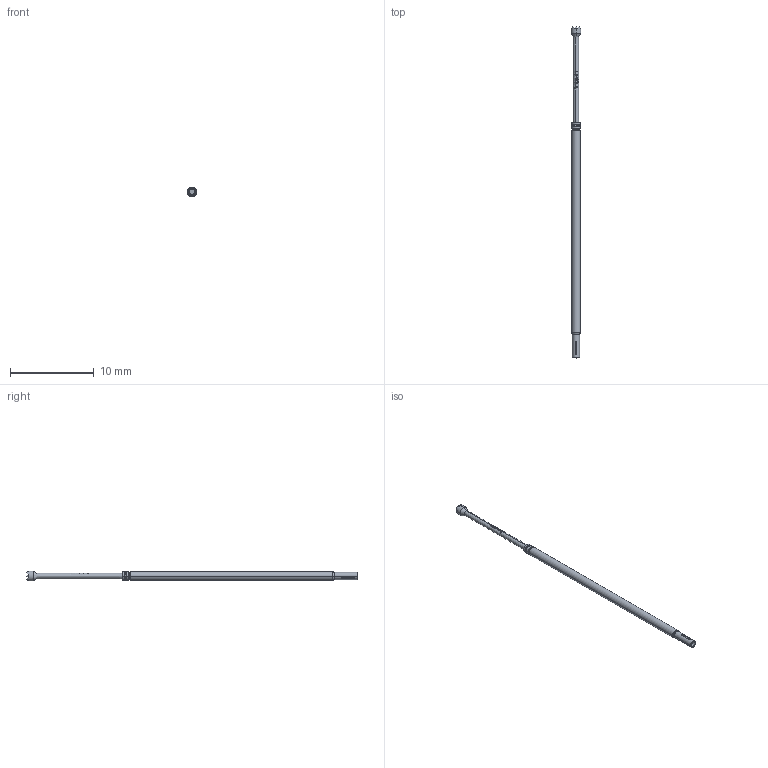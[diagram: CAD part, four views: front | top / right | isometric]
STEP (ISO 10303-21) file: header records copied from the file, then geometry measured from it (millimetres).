
FILE_DESCRIPTION (( 'STEP AP203' ), '1' );
FILE_NAME ('INGUN_S-050_306_115_A_xx00_L.STEP', '2022-01-27T15:04:02', ( 'ochi' ), ( '' ), 'SwSTEP 2.0', 'SolidWorks 2018', '' );
FILE_SCHEMA (( 'CONFIG_CONTROL_DESIGN' ));
Length unit declared in the file: millimetre
Products named in the file (1): INGUN_S-050_306_115_A_xx00_L
Bounding box: 1.15 x 39.62 x 1.15 mm (x, y, z)
Volume: 25.3 mm3; surface area: 121.8 mm2
Topology: 1 solids, 1 shells, 169 faces, 423 edges, 265 vertices
Faces by surface type: bspline 64, plane 45, cylinder 25, cone 23, torus 12
Entity records: 6908 total; most frequent: CARTESIAN_POINT 3476, ORIENTED_EDGE 846, DIRECTION 459, EDGE_CURVE 423, VERTEX_POINT 265, B_SPLINE_CURVE_WITH_KNOTS 216, EDGE_LOOP 178, AXIS2_PLACEMENT_3D 176
